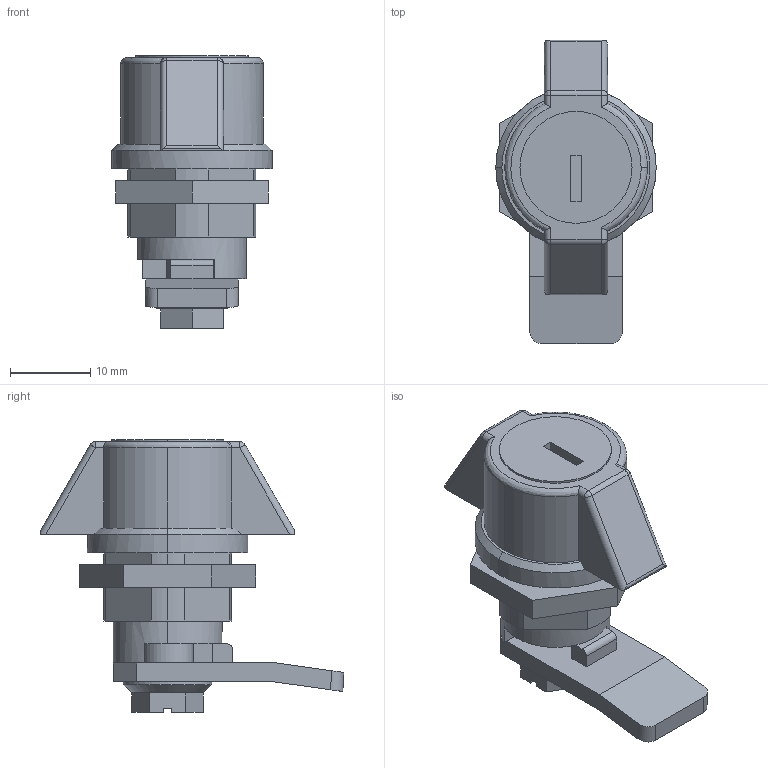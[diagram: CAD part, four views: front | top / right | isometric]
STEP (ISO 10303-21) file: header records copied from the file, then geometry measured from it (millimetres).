
FILE_DESCRIPTION (( 'STEP AP203' ), '1' );
FILE_NAME ('EJWKL_Default.step', '2019-11-13T20:09:06', ( '' ), ( '' ), 'SwSTEP 2.0', 'SolidWorks 2019', '' );
FILE_SCHEMA (( 'CONFIG_CONTROL_DESIGN' ));
Length unit declared in the file: inch
Products named in the file (1): EJWKL_Default
Bounding box: 20.02 x 37.83 x 34.04 mm (x, y, z)
Volume: 7956.5 mm3; surface area: 3489.6 mm2
Topology: 1 solids, 1 shells, 133 faces, 347 edges, 218 vertices
Faces by surface type: plane 84, cylinder 37, bspline 7, cone 5
Entity records: 4294 total; most frequent: CARTESIAN_POINT 1027, ORIENTED_EDGE 686, DIRECTION 639, EDGE_CURVE 343, VECTOR 223, LINE 223, VERTEX_POINT 218, AXIS2_PLACEMENT_3D 208
